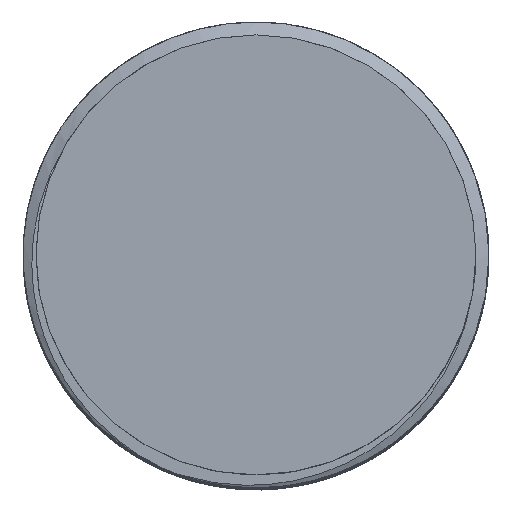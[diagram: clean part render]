
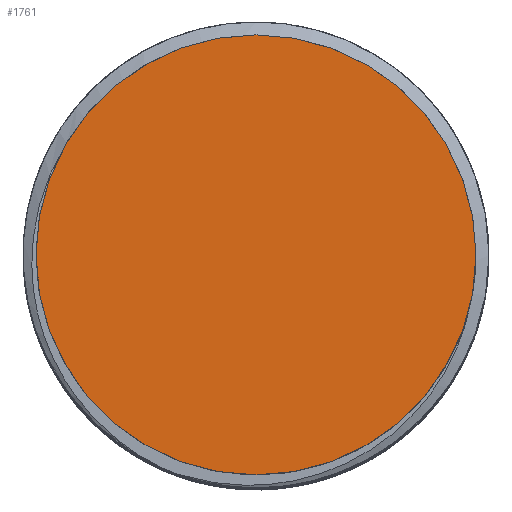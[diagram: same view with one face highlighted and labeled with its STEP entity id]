
A CAD part, top view. The second image highlights one B-rep face of the part: STEP entity #1761.
In plain terms, the highlighted planar face has unit normal (0, 0, 1).
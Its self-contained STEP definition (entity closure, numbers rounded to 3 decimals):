
#497=FACE_OUTER_BOUND('',#620,.T.);
#620=EDGE_LOOP('',(#1624));
#675=CIRCLE('',#1938,8.5);
#851=VERTEX_POINT('',#12017);
#1110=EDGE_CURVE('',#851,#851,#675,.T.);
#1624=ORIENTED_EDGE('',*,*,#1110,.T.);
#1656=PLANE('',#1937);
#1761=ADVANCED_FACE('',(#497),#1656,.T.);
#1937=AXIS2_PLACEMENT_3D('',#12016,#2311,#2312);
#1938=AXIS2_PLACEMENT_3D('',#12018,#2313,#2314);
#2311=DIRECTION('center_axis',(0.,0.,1.));
#2312=DIRECTION('ref_axis',(1.,0.,0.));
#2313=DIRECTION('center_axis',(0.,0.,1.));
#2314=DIRECTION('ref_axis',(1.,0.,0.));
#12016=CARTESIAN_POINT('Origin',(6.252,28.225,83.464));
#12017=CARTESIAN_POINT('',(14.752,28.225,83.464));
#12018=CARTESIAN_POINT('Origin',(6.252,28.225,83.464));
